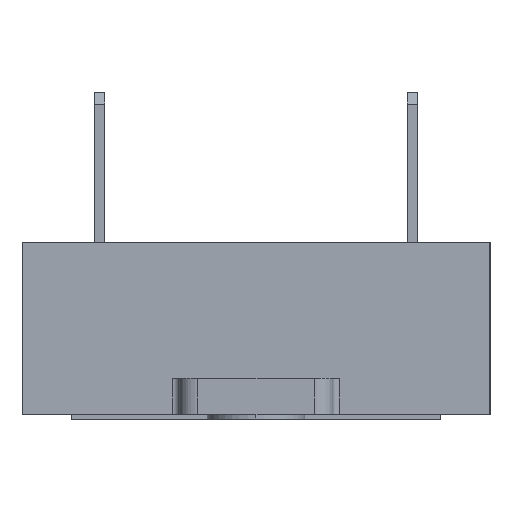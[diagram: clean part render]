
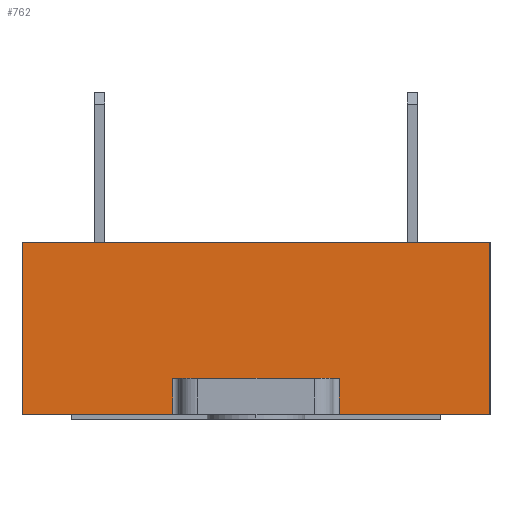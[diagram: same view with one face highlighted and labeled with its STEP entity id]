
A CAD part, left-side view. The second image highlights one B-rep face of the part: STEP entity #762.
In plain terms, the highlighted planar face has unit normal (-1, 0, 0).
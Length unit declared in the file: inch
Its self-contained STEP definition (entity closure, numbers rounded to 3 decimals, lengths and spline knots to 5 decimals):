
#52 = LINE ( 'NONE', #1083, #2207 ) ;
#64 = LINE ( 'NONE', #1170, #2079 ) ;
#65 = LINE ( 'NONE', #1150, #2196 ) ;
#97 = LINE ( 'NONE', #1098, #2060 ) ;
#181 = VECTOR ( 'NONE', #1790, 39.37008 ) ;
#224 = LINE ( 'NONE', #1789, #181 ) ;
#333 = LINE ( 'NONE', #1699, #3210 ) ;
#386 = FACE_OUTER_BOUND ( 'NONE', #2827, .T. ) ;
#453 = EDGE_CURVE ( 'NONE', #2646, #2363, #97, .T. ) ;
#459 = EDGE_CURVE ( 'NONE', #2646, #2255, #52, .T. ) ;
#473 = EDGE_CURVE ( 'NONE', #2365, #2681, #64, .T. ) ;
#482 = EDGE_CURVE ( 'NONE', #2255, #2429, #65, .T. ) ;
#499 = EDGE_CURVE ( 'NONE', #2363, #2428, #798, .T. ) ;
#512 = EDGE_CURVE ( 'NONE', #2470, #2429, #807, .T. ) ;
#686 = EDGE_CURVE ( 'NONE', #2365, #2470, #333, .T. ) ;
#711 = EDGE_CURVE ( 'NONE', #2681, #2428, #224, .T. ) ;
#762 = ADVANCED_FACE ( 'NONE', ( #386 ), #1447, .F. ) ;
#798 = LINE ( 'NONE', #1176, #2053 ) ;
#807 = LINE ( 'NONE', #1260, #2956 ) ;
#831 = CARTESIAN_POINT ( 'NONE',  ( 0., 1.496, 0.551 ) ) ;
#858 = CARTESIAN_POINT ( 'NONE',  ( 0., 1.014, 0.115 ) ) ;
#915 = CARTESIAN_POINT ( 'NONE',  ( 0., 1.014, 0. ) ) ;
#916 = CARTESIAN_POINT ( 'NONE',  ( 0., 0., 0. ) ) ;
#934 = CARTESIAN_POINT ( 'NONE',  ( 0., 0.482, 0.115 ) ) ;
#936 = CARTESIAN_POINT ( 'NONE',  ( 0., 0., 0.551 ) ) ;
#964 = CARTESIAN_POINT ( 'NONE',  ( 0., 1.496, 0. ) ) ;
#1083 = CARTESIAN_POINT ( 'NONE',  ( 0., 1.496, 0.551 ) ) ;
#1084 = DIRECTION ( 'NONE',  ( 0., 0., -1. ) ) ;
#1096 = DIRECTION ( 'NONE',  ( 0., -1., 0. ) ) ;
#1098 = CARTESIAN_POINT ( 'NONE',  ( 0., 1.496, 0.551 ) ) ;
#1150 = CARTESIAN_POINT ( 'NONE',  ( 0., 1.496, 0. ) ) ;
#1151 = DIRECTION ( 'NONE',  ( 0., -1., 0. ) ) ;
#1170 = CARTESIAN_POINT ( 'NONE',  ( 0., 0.482, 0.551 ) ) ;
#1171 = DIRECTION ( 'NONE',  ( 0., 0., -1. ) ) ;
#1174 = DIRECTION ( 'NONE',  ( 0., 0., -1. ) ) ;
#1176 = CARTESIAN_POINT ( 'NONE',  ( 0., 0., 0.551 ) ) ;
#1260 = CARTESIAN_POINT ( 'NONE',  ( 0., 1.014, 0.551 ) ) ;
#1261 = DIRECTION ( 'NONE',  ( 0., 0., -1. ) ) ;
#1444 = DIRECTION ( 'NONE',  ( 0., 1., 0. ) ) ;
#1445 = DIRECTION ( 'NONE',  ( 1., 0., 0. ) ) ;
#1446 = CARTESIAN_POINT ( 'NONE',  ( 0., 0.482, 0.551 ) ) ;
#1447 = PLANE ( 'NONE',  #3065 ) ;
#1698 = DIRECTION ( 'NONE',  ( 0., 1., 0. ) ) ;
#1699 = CARTESIAN_POINT ( 'NONE',  ( 0., 1.014, 0.115 ) ) ;
#1789 = CARTESIAN_POINT ( 'NONE',  ( 0., 0.482, 0. ) ) ;
#1790 = DIRECTION ( 'NONE',  ( 0., -1., 0. ) ) ;
#2053 = VECTOR ( 'NONE', #1174, 39.37008 ) ;
#2060 = VECTOR ( 'NONE', #1096, 39.37008 ) ;
#2079 = VECTOR ( 'NONE', #1171, 39.37008 ) ;
#2196 = VECTOR ( 'NONE', #1151, 39.37008 ) ;
#2207 = VECTOR ( 'NONE', #1084, 39.37008 ) ;
#2255 = VERTEX_POINT ( 'NONE', #964 ) ;
#2264 = ORIENTED_EDGE ( 'NONE', *, *, #499, .F. ) ;
#2276 = ORIENTED_EDGE ( 'NONE', *, *, #482, .T. ) ;
#2306 = ORIENTED_EDGE ( 'NONE', *, *, #453, .F. ) ;
#2315 = ORIENTED_EDGE ( 'NONE', *, *, #686, .F. ) ;
#2340 = ORIENTED_EDGE ( 'NONE', *, *, #512, .F. ) ;
#2363 = VERTEX_POINT ( 'NONE', #936 ) ;
#2365 = VERTEX_POINT ( 'NONE', #934 ) ;
#2428 = VERTEX_POINT ( 'NONE', #916 ) ;
#2429 = VERTEX_POINT ( 'NONE', #915 ) ;
#2470 = VERTEX_POINT ( 'NONE', #858 ) ;
#2524 = ORIENTED_EDGE ( 'NONE', *, *, #711, .T. ) ;
#2646 = VERTEX_POINT ( 'NONE', #831 ) ;
#2681 = VERTEX_POINT ( 'NONE', #2890 ) ;
#2760 = ORIENTED_EDGE ( 'NONE', *, *, #459, .T. ) ;
#2777 = ORIENTED_EDGE ( 'NONE', *, *, #473, .T. ) ;
#2827 = EDGE_LOOP ( 'NONE', ( #2524, #2264, #2306, #2760, #2276, #2340, #2315, #2777 ) ) ;
#2890 = CARTESIAN_POINT ( 'NONE',  ( 0., 0.482, 0. ) ) ;
#2956 = VECTOR ( 'NONE', #1261, 39.37008 ) ;
#3065 = AXIS2_PLACEMENT_3D ( 'NONE', #1446, #1445, #1444 ) ;
#3210 = VECTOR ( 'NONE', #1698, 39.37008 ) ;
